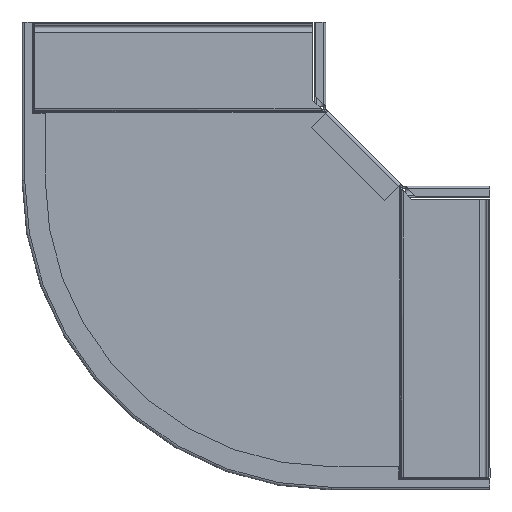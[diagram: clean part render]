
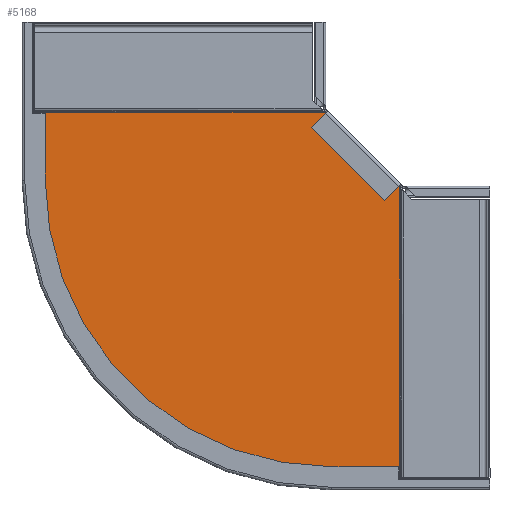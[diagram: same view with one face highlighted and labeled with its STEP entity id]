
A CAD part, front view. The second image highlights one B-rep face of the part: STEP entity #5168.
In plain terms, the highlighted planar face has unit normal (0, -1, 0).
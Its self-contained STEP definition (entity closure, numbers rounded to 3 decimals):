
#22 = DIRECTION ( 'NONE',  ( 0., -1., 0. ) ) ;
#78 = ORIENTED_EDGE ( 'NONE', *, *, #3798, .T. ) ;
#104 = VECTOR ( 'NONE', #2851, 1000. ) ;
#120 = CARTESIAN_POINT ( 'NONE',  ( -19.662, -0.75, -217.912 ) ) ;
#161 = EDGE_LOOP ( 'NONE', ( #1177, #3397, #3926, #78, #352, #1397, #4115, #2842, #1770, #3921 ) ) ;
#232 = CIRCLE ( 'NONE', #4122, 198.25 ) ;
#249 = CARTESIAN_POINT ( 'NONE',  ( 23.412, -0.75, -217.912 ) ) ;
#285 = LINE ( 'NONE', #1065, #3204 ) ;
#352 = ORIENTED_EDGE ( 'NONE', *, *, #563, .F. ) ;
#442 = FACE_OUTER_BOUND ( 'NONE', #161, .T. ) ;
#500 = VERTEX_POINT ( 'NONE', #787 ) ;
#563 = EDGE_CURVE ( 'NONE', #751, #5374, #285, .T. ) ;
#596 = EDGE_CURVE ( 'NONE', #4730, #2382, #3269, .T. ) ;
#751 = VERTEX_POINT ( 'NONE', #4602 ) ;
#787 = CARTESIAN_POINT ( 'NONE',  ( 24.071, -0.75, -211.412 ) ) ;
#895 = CARTESIAN_POINT ( 'NONE',  ( 24.071, -0.75, -19.662 ) ) ;
#949 = CARTESIAN_POINT ( 'NONE',  ( -12.021, -0.75, 12.021 ) ) ;
#1065 = CARTESIAN_POINT ( 'NONE',  ( -217.912, -0.75, -19.662 ) ) ;
#1093 = CARTESIAN_POINT ( 'NONE',  ( -211.412, -0.75, 24.071 ) ) ;
#1113 = VECTOR ( 'NONE', #5387, 1000. ) ;
#1153 = CARTESIAN_POINT ( 'NONE',  ( 23.412, -0.75, -217.912 ) ) ;
#1177 = ORIENTED_EDGE ( 'NONE', *, *, #3207, .F. ) ;
#1191 = EDGE_CURVE ( 'NONE', #3712, #2382, #2354, .T. ) ;
#1387 = LINE ( 'NONE', #949, #3240 ) ;
#1397 = ORIENTED_EDGE ( 'NONE', *, *, #2344, .F. ) ;
#1435 = CARTESIAN_POINT ( 'NONE',  ( -211.412, -0.75, 75.912 ) ) ;
#1468 = DIRECTION ( 'NONE',  ( 0., 0., -1. ) ) ;
#1579 = LINE ( 'NONE', #3323, #4038 ) ;
#1735 = EDGE_CURVE ( 'NONE', #3284, #2511, #4429, .T. ) ;
#1770 = ORIENTED_EDGE ( 'NONE', *, *, #4168, .F. ) ;
#1850 = CARTESIAN_POINT ( 'NONE',  ( -19.662, -0.75, -217.912 ) ) ;
#1988 = DIRECTION ( 'NONE',  ( 0., 0., 1. ) ) ;
#2045 = CARTESIAN_POINT ( 'NONE',  ( 75.912, -0.75, -211.412 ) ) ;
#2108 = EDGE_CURVE ( 'NONE', #3114, #3284, #1579, .T. ) ;
#2111 = CARTESIAN_POINT ( 'NONE',  ( -24.071, -0.75, 24.071 ) ) ;
#2120 = CARTESIAN_POINT ( 'NONE',  ( -217.912, -0.75, 23.412 ) ) ;
#2280 = DIRECTION ( 'NONE',  ( 0., 0., -1. ) ) ;
#2283 = CARTESIAN_POINT ( 'NONE',  ( -19.662, -0.75, -19.662 ) ) ;
#2295 = VECTOR ( 'NONE', #2280, 1000. ) ;
#2344 = EDGE_CURVE ( 'NONE', #3712, #751, #232, .T. ) ;
#2354 = LINE ( 'NONE', #1850, #4196 ) ;
#2382 = VERTEX_POINT ( 'NONE', #249 ) ;
#2459 = DIRECTION ( 'NONE',  ( 0., 0., -1. ) ) ;
#2508 = CARTESIAN_POINT ( 'NONE',  ( -211.412, -0.75, 23.412 ) ) ;
#2511 = VERTEX_POINT ( 'NONE', #2508 ) ;
#2517 = CARTESIAN_POINT ( 'NONE',  ( -19.662, -0.75, -19.662 ) ) ;
#2707 = CARTESIAN_POINT ( 'NONE',  ( 24.071, -0.75, -24.071 ) ) ;
#2786 = LINE ( 'NONE', #2045, #1113 ) ;
#2802 = DIRECTION ( 'NONE',  ( -1., 0., 0. ) ) ;
#2842 = ORIENTED_EDGE ( 'NONE', *, *, #596, .F. ) ;
#2851 = DIRECTION ( 'NONE',  ( 0., 0., -1. ) ) ;
#3098 = DIRECTION ( 'NONE',  ( 0.707, 0., -0.707 ) ) ;
#3114 = VERTEX_POINT ( 'NONE', #2111 ) ;
#3147 = DIRECTION ( 'NONE',  ( 0., 0., -1. ) ) ;
#3204 = VECTOR ( 'NONE', #1988, 1000. ) ;
#3207 = EDGE_CURVE ( 'NONE', #3114, #3293, #1387, .T. ) ;
#3240 = VECTOR ( 'NONE', #3098, 1000. ) ;
#3269 = LINE ( 'NONE', #1153, #104 ) ;
#3284 = VERTEX_POINT ( 'NONE', #1093 ) ;
#3293 = VERTEX_POINT ( 'NONE', #2707 ) ;
#3323 = CARTESIAN_POINT ( 'NONE',  ( -19.662, -0.75, 24.071 ) ) ;
#3397 = ORIENTED_EDGE ( 'NONE', *, *, #2108, .T. ) ;
#3400 = VECTOR ( 'NONE', #3147, 1000. ) ;
#3614 = DIRECTION ( 'NONE',  ( 1., 0., 0. ) ) ;
#3712 = VERTEX_POINT ( 'NONE', #120 ) ;
#3798 = EDGE_CURVE ( 'NONE', #2511, #5374, #4915, .T. ) ;
#3921 = ORIENTED_EDGE ( 'NONE', *, *, #5293, .F. ) ;
#3926 = ORIENTED_EDGE ( 'NONE', *, *, #1735, .T. ) ;
#4038 = VECTOR ( 'NONE', #5016, 1000. ) ;
#4044 = LINE ( 'NONE', #895, #2295 ) ;
#4081 = AXIS2_PLACEMENT_3D ( 'NONE', #2517, #22, #2459 ) ;
#4115 = ORIENTED_EDGE ( 'NONE', *, *, #1191, .T. ) ;
#4122 = AXIS2_PLACEMENT_3D ( 'NONE', #2283, #4428, #1468 ) ;
#4168 = EDGE_CURVE ( 'NONE', #500, #4730, #2786, .T. ) ;
#4196 = VECTOR ( 'NONE', #3614, 1000. ) ;
#4428 = DIRECTION ( 'NONE',  ( 0., 1., 0. ) ) ;
#4429 = LINE ( 'NONE', #1435, #3400 ) ;
#4602 = CARTESIAN_POINT ( 'NONE',  ( -217.912, -0.75, -19.662 ) ) ;
#4662 = PLANE ( 'NONE',  #4081 ) ;
#4730 = VERTEX_POINT ( 'NONE', #4749 ) ;
#4749 = CARTESIAN_POINT ( 'NONE',  ( 23.412, -0.75, -211.412 ) ) ;
#4832 = CARTESIAN_POINT ( 'NONE',  ( -217.912, -0.75, 23.412 ) ) ;
#4915 = LINE ( 'NONE', #4832, #5455 ) ;
#5016 = DIRECTION ( 'NONE',  ( -1., 0., 0. ) ) ;
#5168 = ADVANCED_FACE ( 'NONE', ( #442 ), #4662, .T. ) ;
#5293 = EDGE_CURVE ( 'NONE', #3293, #500, #4044, .T. ) ;
#5374 = VERTEX_POINT ( 'NONE', #2120 ) ;
#5387 = DIRECTION ( 'NONE',  ( -1., 0., 0. ) ) ;
#5455 = VECTOR ( 'NONE', #2802, 1000. ) ;
